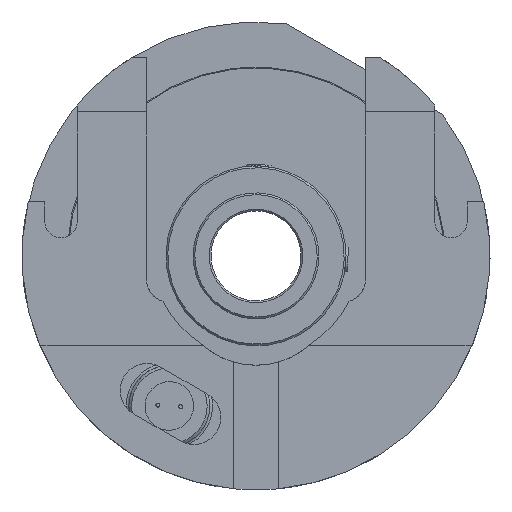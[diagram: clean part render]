
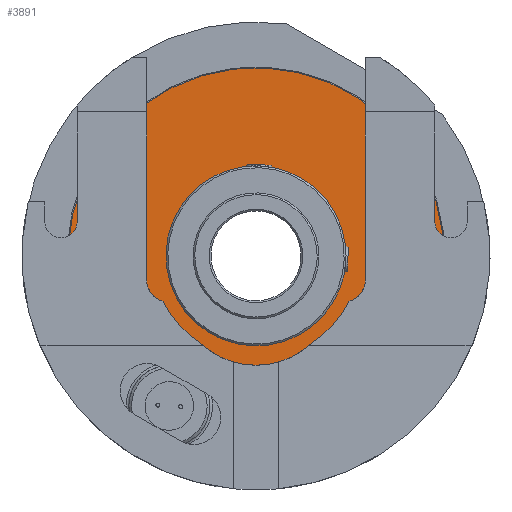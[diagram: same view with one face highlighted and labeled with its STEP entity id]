
A CAD part, front view. The second image highlights one B-rep face of the part: STEP entity #3891.
In plain terms, the highlighted planar face has unit normal (0, -1, 0).
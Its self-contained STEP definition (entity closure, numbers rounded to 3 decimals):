
#134=FACE_BOUND($,#755,.T.);
#135=FACE_BOUND($,#756,.T.);
#315=CIRCLE($,#4251,7.6);
#316=CIRCLE($,#4252,20.9);
#755=EDGE_LOOP($,(#3162));
#756=EDGE_LOOP($,(#3163));
#1772=VERTEX_POINT($,#6419);
#1773=VERTEX_POINT($,#6421);
#2316=EDGE_CURVE($,#1772,#1772,#315,.T.);
#2317=EDGE_CURVE($,#1773,#1773,#316,.T.);
#3162=ORIENTED_EDGE($,*,*,#2316,.F.);
#3163=ORIENTED_EDGE($,*,*,#2317,.F.);
#3593=PLANE($,#4250);
#3891=ADVANCED_FACE($,(#134,#135),#3593,.F.);
#4250=AXIS2_PLACEMENT_3D($,#6418,#5066,#5067);
#4251=AXIS2_PLACEMENT_3D($,#6420,#5068,#5069);
#4252=AXIS2_PLACEMENT_3D($,#6422,#5070,#5071);
#5066=DIRECTION('center_axis',(0.,1.,0.));
#5067=DIRECTION('ref_axis',(-0.892,0.,-0.452));
#5068=DIRECTION('center_axis',(0.,-1.,0.));
#5069=DIRECTION('ref_axis',(-0.452,0.,0.892));
#5070=DIRECTION('center_axis',(0.,1.,0.));
#5071=DIRECTION('ref_axis',(-0.452,0.,0.892));
#6418=CARTESIAN_POINT('Origin',(-8.419,10.763,2.));
#6419=CARTESIAN_POINT('',(-4.983,10.763,-4.779));
#6420=CARTESIAN_POINT('Origin',(-8.419,10.763,2.));
#6421=CARTESIAN_POINT('',(1.028,10.763,-16.643));
#6422=CARTESIAN_POINT('Origin',(-8.419,10.763,2.));
